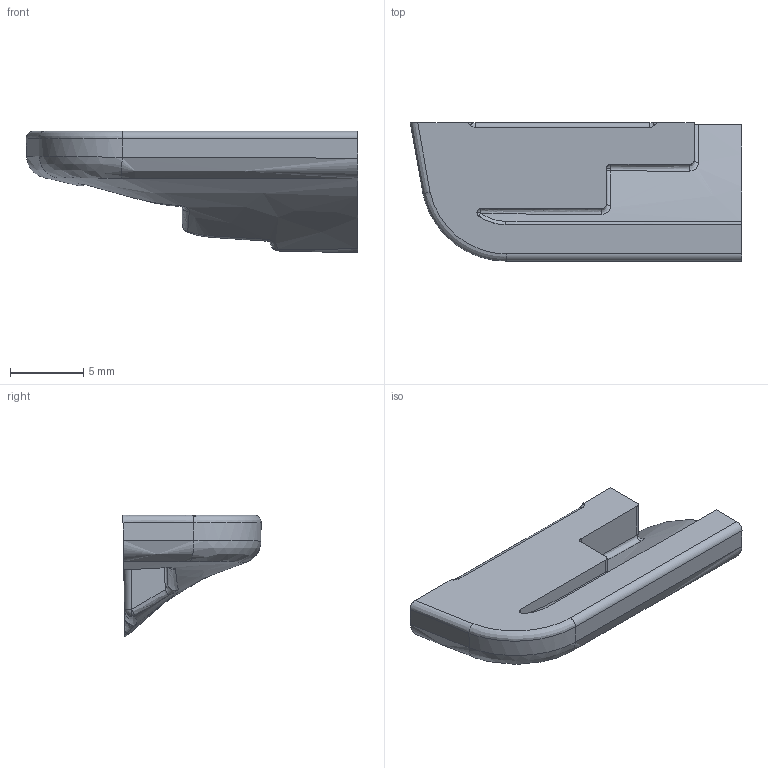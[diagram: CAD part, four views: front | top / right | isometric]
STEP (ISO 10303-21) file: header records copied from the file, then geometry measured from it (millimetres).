
FILE_DESCRIPTION (( 'STEP AP203' ), '1' );
FILE_NAME ('mit radien.STEP', '2014-01-14T09:52:27', ( '' ), ( '' ), 'SwSTEP 2.0', 'SolidWorks 2014', '' );
FILE_SCHEMA (( 'CONFIG_CONTROL_DESIGN' ));
Length unit declared in the file: millimetre
Products named in the file (1): mit radien
Bounding box: 22.66 x 9.45 x 8.32 mm (x, y, z)
Volume: 721.5 mm3; surface area: 707.6 mm2
Topology: 1 solids, 1 shells, 61 faces, 160 edges, 99 vertices
Faces by surface type: bspline 32, plane 13, cylinder 10, sphere 6
Entity records: 3426 total; most frequent: CARTESIAN_POINT 2101, ORIENTED_EDGE 316, DIRECTION 189, EDGE_CURVE 158, VERTEX_POINT 99, AXIS2_PLACEMENT_3D 75, B_SPLINE_CURVE_WITH_KNOTS 67, FACE_OUTER_BOUND 61
